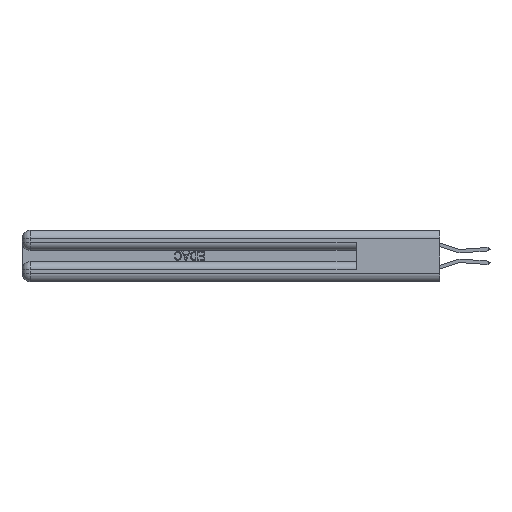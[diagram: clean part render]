
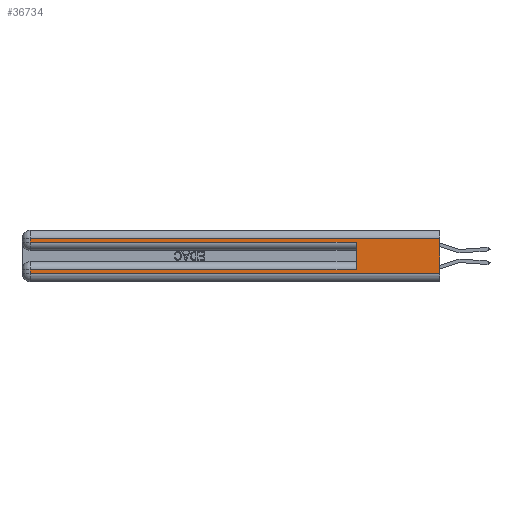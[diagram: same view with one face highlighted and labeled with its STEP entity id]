
A CAD part, left-side view. The second image highlights one B-rep face of the part: STEP entity #36734.
In plain terms, the highlighted planar face has unit normal (-1, 0, 0).
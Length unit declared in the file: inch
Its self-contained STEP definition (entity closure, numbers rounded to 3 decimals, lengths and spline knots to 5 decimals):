
#444 = CARTESIAN_POINT ( 'NONE',  ( 0., 0., 0.31 ) ) ;
#699 = DIRECTION ( 'NONE',  ( 0., 0., -1. ) ) ;
#980 = EDGE_CURVE ( 'NONE', #31526, #16855, #15542, .T. ) ;
#1495 = ORIENTED_EDGE ( 'NONE', *, *, #31077, .T. ) ;
#1678 = VECTOR ( 'NONE', #12675, 39.37008 ) ;
#2502 = VECTOR ( 'NONE', #699, 39.37008 ) ;
#2919 = CARTESIAN_POINT ( 'NONE',  ( 0., 2.94, 0.285 ) ) ;
#2953 = LINE ( 'NONE', #3722, #35516 ) ;
#3227 = VECTOR ( 'NONE', #28836, 39.37008 ) ;
#3234 = CARTESIAN_POINT ( 'NONE',  ( 0., 0., 0.085 ) ) ;
#3325 = LINE ( 'NONE', #13444, #19140 ) ;
#3608 = CARTESIAN_POINT ( 'NONE',  ( 0., 0., 0.06 ) ) ;
#3722 = CARTESIAN_POINT ( 'NONE',  ( 0., 0.6, 0.145 ) ) ;
#3858 = DIRECTION ( 'NONE',  ( 0., 0., 1. ) ) ;
#5010 = VERTEX_POINT ( 'NONE', #18452 ) ;
#5411 = VERTEX_POINT ( 'NONE', #2919 ) ;
#5618 = EDGE_CURVE ( 'NONE', #31526, #5010, #2953, .T. ) ;
#6000 = CARTESIAN_POINT ( 'NONE',  ( 0., 0., 0.285 ) ) ;
#7176 = DIRECTION ( 'NONE',  ( 0., 0., -1. ) ) ;
#8078 = ORIENTED_EDGE ( 'NONE', *, *, #980, .T. ) ;
#8854 = AXIS2_PLACEMENT_3D ( 'NONE', #37279, #18408, #40423 ) ;
#9482 = CARTESIAN_POINT ( 'NONE',  ( 0., 0., 0.31 ) ) ;
#10574 = CARTESIAN_POINT ( 'NONE',  ( 0., 2.94, 0.085 ) ) ;
#10895 = LINE ( 'NONE', #38507, #2502 ) ;
#11660 = LINE ( 'NONE', #3608, #3227 ) ;
#11802 = ORIENTED_EDGE ( 'NONE', *, *, #25677, .T. ) ;
#12675 = DIRECTION ( 'NONE',  ( 0., 1., 0. ) ) ;
#13291 = LINE ( 'NONE', #6000, #29036 ) ;
#13444 = CARTESIAN_POINT ( 'NONE',  ( 0., 2.94, 0.37 ) ) ;
#15064 = DIRECTION ( 'NONE',  ( 0., 0., -1. ) ) ;
#15542 = LINE ( 'NONE', #3234, #39659 ) ;
#16515 = VERTEX_POINT ( 'NONE', #21634 ) ;
#16526 = ORIENTED_EDGE ( 'NONE', *, *, #35461, .F. ) ;
#16855 = VERTEX_POINT ( 'NONE', #10574 ) ;
#16897 = VERTEX_POINT ( 'NONE', #39086 ) ;
#17860 = ORIENTED_EDGE ( 'NONE', *, *, #21904, .T. ) ;
#18408 = DIRECTION ( 'NONE',  ( 1., 0., 0. ) ) ;
#18436 = CARTESIAN_POINT ( 'NONE',  ( 0., 0.6, 0.085 ) ) ;
#18452 = CARTESIAN_POINT ( 'NONE',  ( 0., 0.6, 0.285 ) ) ;
#18592 = DIRECTION ( 'NONE',  ( 0., -1., 0. ) ) ;
#19140 = VECTOR ( 'NONE', #7176, 39.37008 ) ;
#20111 = EDGE_CURVE ( 'NONE', #16855, #16515, #10895, .T. ) ;
#21183 = EDGE_CURVE ( 'NONE', #5411, #5010, #13291, .T. ) ;
#21634 = CARTESIAN_POINT ( 'NONE',  ( 0., 2.94, 0.06 ) ) ;
#21904 = EDGE_CURVE ( 'NONE', #38613, #5411, #3325, .T. ) ;
#22075 = VECTOR ( 'NONE', #15064, 39.37008 ) ;
#23239 = ORIENTED_EDGE ( 'NONE', *, *, #20111, .T. ) ;
#25279 = DIRECTION ( 'NONE',  ( 0., 1., 0. ) ) ;
#25677 = EDGE_CURVE ( 'NONE', #16515, #16897, #11660, .T. ) ;
#26433 = FACE_OUTER_BOUND ( 'NONE', #36482, .T. ) ;
#28836 = DIRECTION ( 'NONE',  ( 0., -1., 0. ) ) ;
#29036 = VECTOR ( 'NONE', #18592, 39.37008 ) ;
#29849 = ORIENTED_EDGE ( 'NONE', *, *, #21183, .T. ) ;
#29898 = VERTEX_POINT ( 'NONE', #444 ) ;
#30926 = PLANE ( 'NONE',  #8854 ) ;
#31077 = EDGE_CURVE ( 'NONE', #29898, #38613, #33282, .T. ) ;
#31447 = LINE ( 'NONE', #40240, #22075 ) ;
#31526 = VERTEX_POINT ( 'NONE', #18436 ) ;
#33282 = LINE ( 'NONE', #9482, #1678 ) ;
#33847 = ORIENTED_EDGE ( 'NONE', *, *, #5618, .F. ) ;
#35461 = EDGE_CURVE ( 'NONE', #29898, #16897, #31447, .T. ) ;
#35516 = VECTOR ( 'NONE', #3858, 39.37008 ) ;
#36482 = EDGE_LOOP ( 'NONE', ( #16526, #1495, #17860, #29849, #33847, #8078, #23239, #11802 ) ) ;
#36734 = ADVANCED_FACE ( 'NONE', ( #26433 ), #30926, .F. ) ;
#37279 = CARTESIAN_POINT ( 'NONE',  ( 0., 0., 0.37 ) ) ;
#38500 = CARTESIAN_POINT ( 'NONE',  ( 0., 2.94, 0.31 ) ) ;
#38507 = CARTESIAN_POINT ( 'NONE',  ( 0., 2.94, 0.37 ) ) ;
#38613 = VERTEX_POINT ( 'NONE', #38500 ) ;
#39086 = CARTESIAN_POINT ( 'NONE',  ( 0., 0., 0.06 ) ) ;
#39659 = VECTOR ( 'NONE', #25279, 39.37008 ) ;
#40240 = CARTESIAN_POINT ( 'NONE',  ( 0., 0., 0.37 ) ) ;
#40423 = DIRECTION ( 'NONE',  ( 0., 0., -1. ) ) ;
